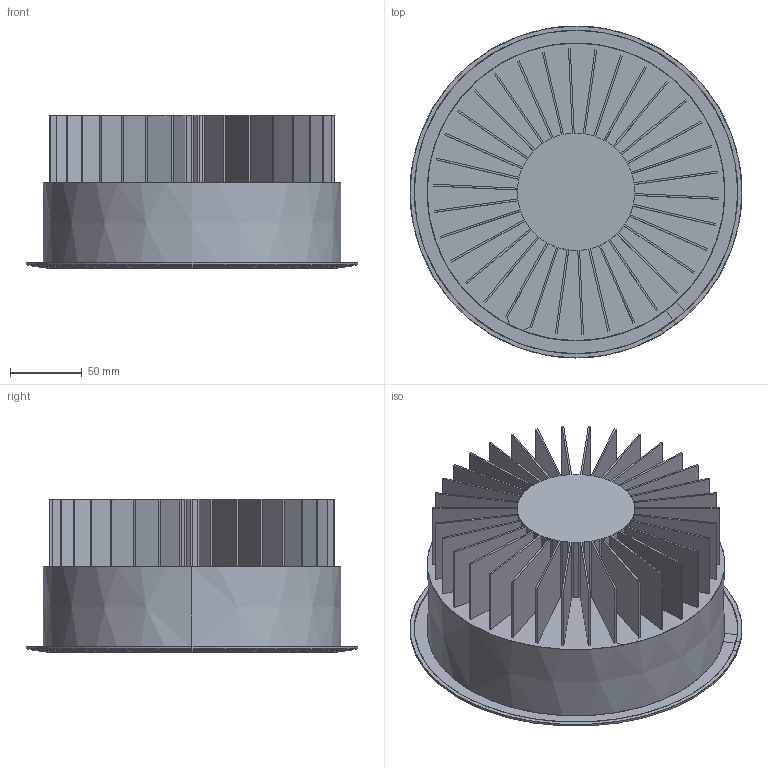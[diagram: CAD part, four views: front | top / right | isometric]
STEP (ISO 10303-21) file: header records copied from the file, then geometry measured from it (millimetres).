
FILE_DESCRIPTION (( 'STEP AP214' ), '1' );
FILE_NAME ('DL POWER LED 40 D40 4000K.STEP', '2018-07-04T08:41:52', ( '' ), ( '' ), 'SwSTEP 2.0', 'SolidWorks 2013', '' );
FILE_SCHEMA (( 'AUTOMOTIVE_DESIGN' ));
Length unit declared in the file: millimetre
Products named in the file (1): DL POWER LED 40 D40 4000K
Bounding box: 232 x 232 x 107.31 mm (x, y, z)
Surface area: 328217.2 mm2 (no closed solid volume)
Topology: 0 solids, 31 shells, 276 faces, 1678 edges, 1397 vertices
Faces by surface type: plane 214, cone 42, bspline 16, cylinder 4
Entity records: 19253 total; most frequent: CARTESIAN_POINT 4359, DIRECTION 2194, ORIENTED_EDGE 1935, EDGE_CURVE 1647, LINE 1560, VECTOR 1560, VERTEX_POINT 1397, AXIS2_PLACEMENT_3D 317
